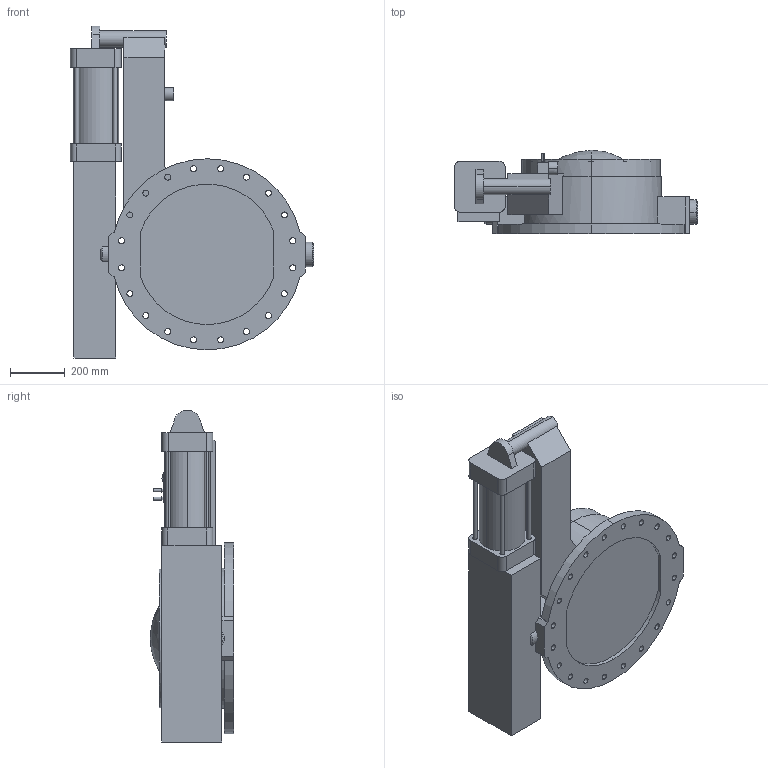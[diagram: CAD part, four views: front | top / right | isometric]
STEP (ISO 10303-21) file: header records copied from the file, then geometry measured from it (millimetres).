
FILE_DESCRIPTION (( 'STEP AP203' ), '1' );
FILE_NAME ('36455-K300T.STEP', '2022-08-01T10:40:08', ( '' ), ( '' ), 'SwSTEP 2.0', 'SolidWorks 2017', '' );
FILE_SCHEMA (( 'CONFIG_CONTROL_DESIGN' ));
Length unit declared in the file: millimetre
Products named in the file (1): 36455-K300T
Bounding box: 891 x 306 x 1216.74 mm (x, y, z)
Volume: 113772617.4 mm3; surface area: 2955930.8 mm2
Topology: 10 solids, 10 shells, 390 faces, 922 edges, 611 vertices
Faces by surface type: plane 219, cylinder 160, cone 5, torus 4, sphere 2
Entity records: 11454 total; most frequent: DIRECTION 2053, CARTESIAN_POINT 1934, ORIENTED_EDGE 1844, EDGE_CURVE 922, AXIS2_PLACEMENT_3D 742, VERTEX_POINT 611, VECTOR 569, LINE 569
